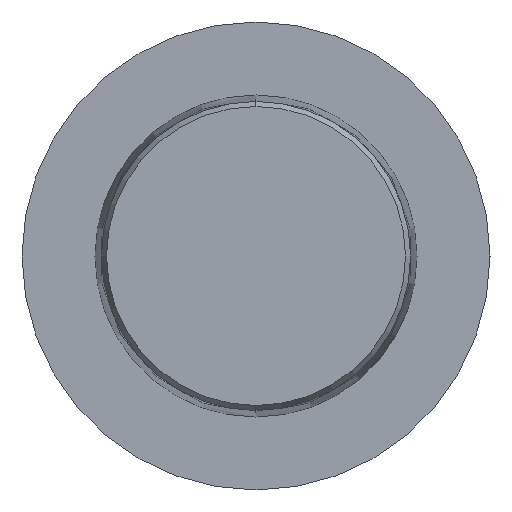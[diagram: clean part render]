
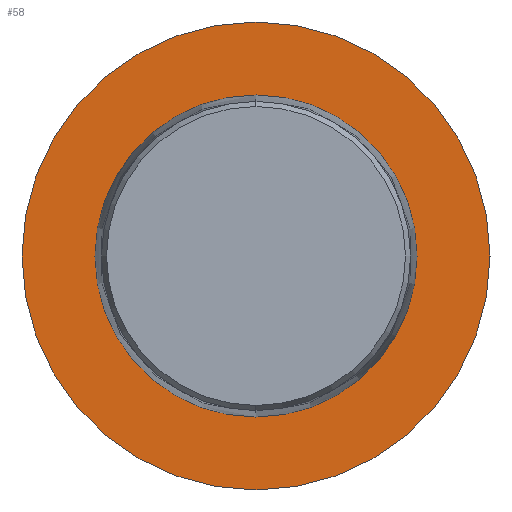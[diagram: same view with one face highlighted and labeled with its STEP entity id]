
A CAD part, left-side view. The second image highlights one B-rep face of the part: STEP entity #58.
In plain terms, the highlighted planar face has unit normal (-1, 0, 0).
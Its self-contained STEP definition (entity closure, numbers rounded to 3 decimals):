
#21 = AXIS2_PLACEMENT_3D ( 'NONE', #404, #400, #37 ) ;
#24 = DIRECTION ( 'NONE',  ( 0., 0., 1. ) ) ;
#26 = DIRECTION ( 'NONE',  ( -1., 0., 0. ) ) ;
#37 = DIRECTION ( 'NONE',  ( 0., 1., 0. ) ) ;
#46 = AXIS2_PLACEMENT_3D ( 'NONE', #494, #452, #172 ) ;
#58 = ADVANCED_FACE ( 'NONE', ( #444, #152 ), #529, .F. ) ;
#60 = CIRCLE ( 'NONE', #519, 27.527 ) ;
#70 = EDGE_CURVE ( 'NONE', #306, #258, #385, .T. ) ;
#72 = CARTESIAN_POINT ( 'NONE',  ( 0., 0., -39.992 ) ) ;
#105 = DIRECTION ( 'NONE',  ( 0., 0., 1. ) ) ;
#138 = AXIS2_PLACEMENT_3D ( 'NONE', #513, #383, #24 ) ;
#140 = EDGE_LOOP ( 'NONE', ( #273, #424 ) ) ;
#147 = CARTESIAN_POINT ( 'NONE',  ( 0., 0., 0. ) ) ;
#152 = FACE_OUTER_BOUND ( 'NONE', #185, .T. ) ;
#156 = VERTEX_POINT ( 'NONE', #72 ) ;
#170 = CARTESIAN_POINT ( 'NONE',  ( 0., 0., 39.992 ) ) ;
#171 = VERTEX_POINT ( 'NONE', #170 ) ;
#172 = DIRECTION ( 'NONE',  ( 0., 0., 1. ) ) ;
#185 = EDGE_LOOP ( 'NONE', ( #477, #462 ) ) ;
#189 = DIRECTION ( 'NONE',  ( -1., 0., 0. ) ) ;
#223 = EDGE_CURVE ( 'NONE', #156, #171, #278, .T. ) ;
#247 = CARTESIAN_POINT ( 'NONE',  ( 0., 0., 27.527 ) ) ;
#258 = VERTEX_POINT ( 'NONE', #293 ) ;
#273 = ORIENTED_EDGE ( 'NONE', *, *, #70, .F. ) ;
#278 = CIRCLE ( 'NONE', #46, 39.992 ) ;
#280 = DIRECTION ( 'NONE',  ( 0., 0., 1. ) ) ;
#293 = CARTESIAN_POINT ( 'NONE',  ( 0., 0., -27.527 ) ) ;
#306 = VERTEX_POINT ( 'NONE', #247 ) ;
#360 = CARTESIAN_POINT ( 'NONE',  ( 0., 0., 0. ) ) ;
#369 = EDGE_CURVE ( 'NONE', #171, #156, #453, .T. ) ;
#383 = DIRECTION ( 'NONE',  ( -1., 0., 0. ) ) ;
#385 = CIRCLE ( 'NONE', #410, 27.527 ) ;
#400 = DIRECTION ( 'NONE',  ( 1., 0., 0. ) ) ;
#404 = CARTESIAN_POINT ( 'NONE',  ( 0., 39.992, 0. ) ) ;
#410 = AXIS2_PLACEMENT_3D ( 'NONE', #360, #189, #280 ) ;
#424 = ORIENTED_EDGE ( 'NONE', *, *, #495, .F. ) ;
#444 = FACE_BOUND ( 'NONE', #140, .T. ) ;
#452 = DIRECTION ( 'NONE',  ( -1., 0., 0. ) ) ;
#453 = CIRCLE ( 'NONE', #138, 39.992 ) ;
#462 = ORIENTED_EDGE ( 'NONE', *, *, #223, .T. ) ;
#477 = ORIENTED_EDGE ( 'NONE', *, *, #369, .T. ) ;
#494 = CARTESIAN_POINT ( 'NONE',  ( 0., 0., 0. ) ) ;
#495 = EDGE_CURVE ( 'NONE', #258, #306, #60, .T. ) ;
#513 = CARTESIAN_POINT ( 'NONE',  ( 0., 0., 0. ) ) ;
#519 = AXIS2_PLACEMENT_3D ( 'NONE', #147, #26, #105 ) ;
#529 = PLANE ( 'NONE',  #21 ) ;
